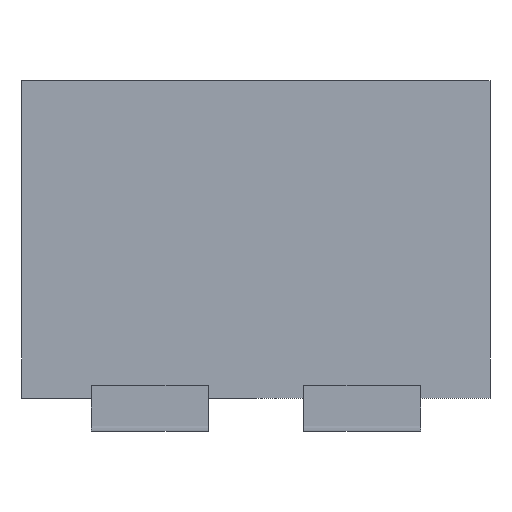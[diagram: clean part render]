
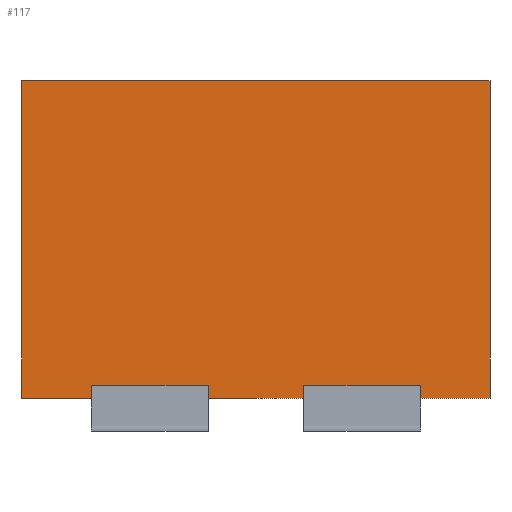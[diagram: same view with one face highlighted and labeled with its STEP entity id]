
A CAD part, left-side view. The second image highlights one B-rep face of the part: STEP entity #117.
In plain terms, the highlighted planar face has unit normal (-1, 0, 0).
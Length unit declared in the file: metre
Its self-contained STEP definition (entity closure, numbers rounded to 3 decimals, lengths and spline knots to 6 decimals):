
#117 = ADVANCED_FACE( '', ( #226 ), #227, .F. );
#226 = FACE_OUTER_BOUND( '', #337, .T. );
#227 = PLANE( '', #338 );
#337 = EDGE_LOOP( '', ( #460, #461, #462, #463 ) );
#338 = AXIS2_PLACEMENT_3D( '', #464, #465, #466 );
#460 = ORIENTED_EDGE( '', *, *, #544, .F. );
#461 = ORIENTED_EDGE( '', *, *, #534, .T. );
#462 = ORIENTED_EDGE( '', *, *, #485, .T. );
#463 = ORIENTED_EDGE( '', *, *, #512, .F. );
#464 = CARTESIAN_POINT( '', ( -0.0016, -0.0014, 0.0002 ) );
#465 = DIRECTION( '', ( 1., 0., 0. ) );
#466 = DIRECTION( '', ( 0., 1., 0. ) );
#485 = EDGE_CURVE( '', #555, #552, #556, .F. );
#512 = EDGE_CURVE( '', #594, #552, #596, .T. );
#534 = EDGE_CURVE( '', #634, #555, #635, .F. );
#544 = EDGE_CURVE( '', #634, #594, #648, .T. );
#552 = VERTEX_POINT( '', #660 );
#555 = VERTEX_POINT( '', #664 );
#556 = B_SPLINE_CURVE_WITH_KNOTS( '', 1, ( #665, #666 ), .UNSPECIFIED., .F., .F., ( 2, 2 ), ( 0., 1. ), .UNSPECIFIED. );
#594 = VERTEX_POINT( '', #783 );
#596 = B_SPLINE_CURVE_WITH_KNOTS( '', 1, ( #786, #787 ), .UNSPECIFIED., .F., .F., ( 2, 2 ), ( 0., 1. ), .UNSPECIFIED. );
#634 = VERTEX_POINT( '', #877 );
#635 = B_SPLINE_CURVE_WITH_KNOTS( '', 1, ( #878, #879 ), .UNSPECIFIED., .F., .F., ( 2, 2 ), ( 0., 1. ), .UNSPECIFIED. );
#648 = B_SPLINE_CURVE_WITH_KNOTS( '', 1, ( #897, #898 ), .UNSPECIFIED., .F., .F., ( 2, 2 ), ( 0., 1. ), .UNSPECIFIED. );
#660 = CARTESIAN_POINT( '', ( -0.0016, -0.0014, 0.0021 ) );
#664 = CARTESIAN_POINT( '', ( -0.0016, -0.0014, 0.0002 ) );
#665 = CARTESIAN_POINT( '', ( -0.0016, -0.0014, 0.0021 ) );
#666 = CARTESIAN_POINT( '', ( -0.0016, -0.0014, 0.0002 ) );
#783 = CARTESIAN_POINT( '', ( -0.0016, 0.0014, 0.0021 ) );
#786 = CARTESIAN_POINT( '', ( -0.0016, 0.0014, 0.0021 ) );
#787 = CARTESIAN_POINT( '', ( -0.0016, -0.0014, 0.0021 ) );
#877 = CARTESIAN_POINT( '', ( -0.0016, 0.0014, 0.0002 ) );
#878 = CARTESIAN_POINT( '', ( -0.0016, -0.0014, 0.0002 ) );
#879 = CARTESIAN_POINT( '', ( -0.0016, 0.0014, 0.0002 ) );
#897 = CARTESIAN_POINT( '', ( -0.0016, 0.0014, 0.0002 ) );
#898 = CARTESIAN_POINT( '', ( -0.0016, 0.0014, 0.0021 ) );
